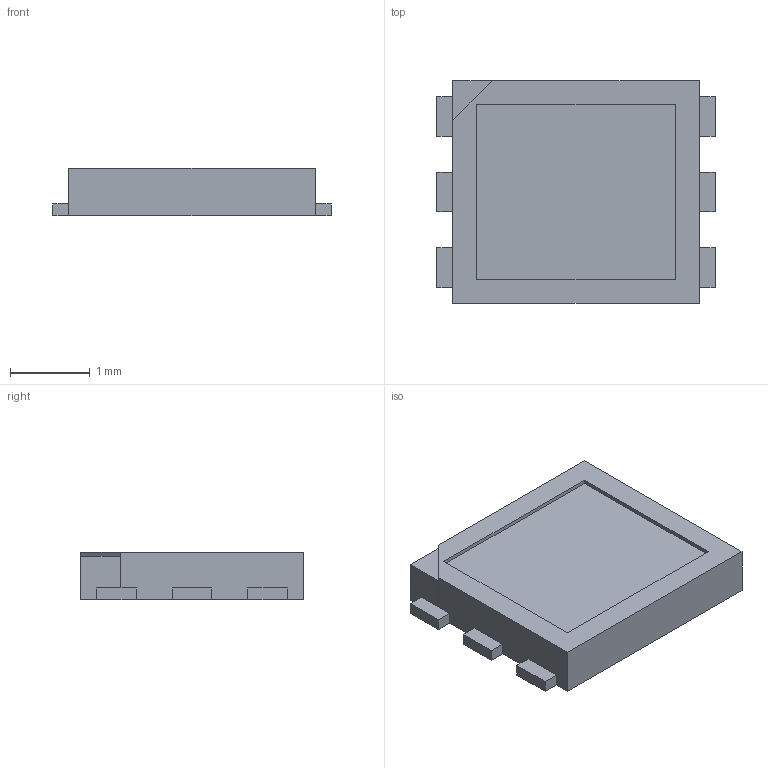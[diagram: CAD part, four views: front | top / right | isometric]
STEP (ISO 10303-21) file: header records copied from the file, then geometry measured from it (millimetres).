
FILE_DESCRIPTION(/* description */ ('STEP AP242','CAx-IF Rec.Pracs.---Representation and Presentation of Product Manufacturing Information (PMI)---4.0---2014-10-13','CAx-IF Rec.Pracs.---3D Tessellated Geometry---0.4---2014-09-14','2;1'),/* implementation_level */ '2;1');
FILE_NAME(/* name */ '61cc8a63f1cbc723f90ed0b0',/* time_stamp */ '2021-12-29T16:18:45+00:00',/* author */ (''),/* organization */ (''),/* preprocessor_version */ 'ST-DEVELOPER v18.101',/* originating_system */ ' ',/* authorisation */ ' ');
FILE_SCHEMA (('AP242_MANAGED_MODEL_BASED_3D_ENGINEERING_MIM_LF { 1 0 10303 442 1 1 4 }'));
Length unit declared in the file: metre
Products named in the file (9): Part 6; Part 4; Part 5; Part 8; Part 7; Part 9; Part 2; Part 3; Part 1
Bounding box: 3.5 x 2.8 x 0.6 mm (x, y, z)
Volume: 5 mm3; surface area: 38.5 mm2
Topology: 9 solids, 9 shells, 58 faces, 120 edges, 80 vertices
Faces by surface type: plane 58
Entity records: 1735 total; most frequent: CARTESIAN_POINT 267, DIRECTION 254, ORIENTED_EDGE 240, EDGE_CURVE 120, LINE 120, VECTOR 120, VERTEX_POINT 80, AXIS2_PLACEMENT_3D 67
